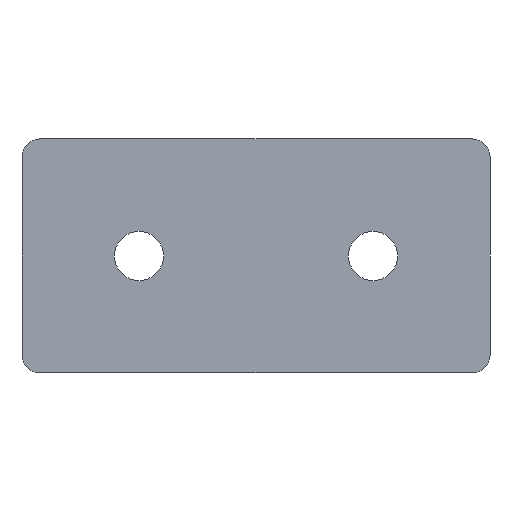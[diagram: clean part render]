
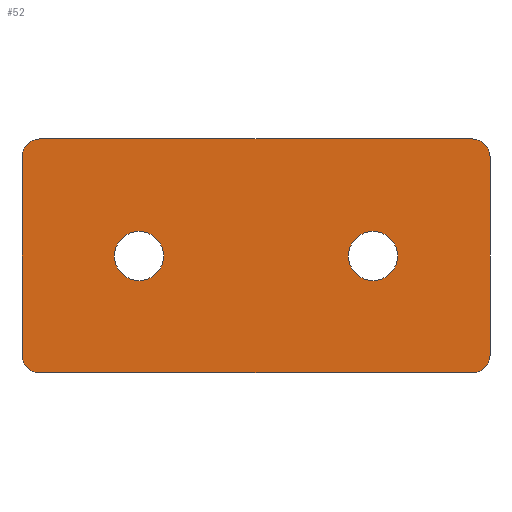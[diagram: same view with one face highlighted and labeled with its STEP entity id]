
A CAD part, front view. The second image highlights one B-rep face of the part: STEP entity #52.
In plain terms, the highlighted planar face has unit normal (0, -1, 0).
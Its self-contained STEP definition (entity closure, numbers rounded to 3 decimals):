
#52 = ADVANCED_FACE( '', ( #107, #108, #109 ), #110, .F. );
#107 = FACE_BOUND( '', #164, .T. );
#108 = FACE_BOUND( '', #165, .T. );
#109 = FACE_OUTER_BOUND( '', #166, .T. );
#110 = PLANE( '', #167 );
#164 = EDGE_LOOP( '', ( #241 ) );
#165 = EDGE_LOOP( '', ( #242 ) );
#166 = EDGE_LOOP( '', ( #243, #244, #245, #246, #247, #248, #249, #250 ) );
#167 = AXIS2_PLACEMENT_3D( '', #251, #252, #253 );
#241 = ORIENTED_EDGE( '', *, *, #307, .F. );
#242 = ORIENTED_EDGE( '', *, *, #315, .F. );
#243 = ORIENTED_EDGE( '', *, *, #333, .F. );
#244 = ORIENTED_EDGE( '', *, *, #334, .F. );
#245 = ORIENTED_EDGE( '', *, *, #310, .F. );
#246 = ORIENTED_EDGE( '', *, *, #323, .F. );
#247 = ORIENTED_EDGE( '', *, *, #318, .F. );
#248 = ORIENTED_EDGE( '', *, *, #335, .F. );
#249 = ORIENTED_EDGE( '', *, *, #336, .F. );
#250 = ORIENTED_EDGE( '', *, *, #326, .F. );
#251 = CARTESIAN_POINT( '', ( 3., 0., -17. ) );
#252 = DIRECTION( '', ( 0., 1., 0. ) );
#253 = DIRECTION( '', ( 0., 0., 1. ) );
#307 = EDGE_CURVE( '', #351, #351, #352, .T. );
#310 = EDGE_CURVE( '', #356, #357, #358, .T. );
#315 = EDGE_CURVE( '', #365, #365, #366, .T. );
#318 = EDGE_CURVE( '', #370, #371, #372, .T. );
#323 = EDGE_CURVE( '', #371, #356, #379, .T. );
#326 = EDGE_CURVE( '', #382, #383, #384, .T. );
#333 = EDGE_CURVE( '', #394, #382, #395, .T. );
#334 = EDGE_CURVE( '', #357, #394, #396, .T. );
#335 = EDGE_CURVE( '', #397, #370, #398, .T. );
#336 = EDGE_CURVE( '', #383, #397, #399, .T. );
#351 = VERTEX_POINT( '', #417 );
#352 = CIRCLE( '', #418, 4.2 );
#356 = VERTEX_POINT( '', #422 );
#357 = VERTEX_POINT( '', #423 );
#358 = CIRCLE( '', #424, 3. );
#365 = VERTEX_POINT( '', #433 );
#366 = CIRCLE( '', #434, 4.2 );
#370 = VERTEX_POINT( '', #438 );
#371 = VERTEX_POINT( '', #439 );
#372 = CIRCLE( '', #440, 3. );
#379 = LINE( '', #449, #450 );
#382 = VERTEX_POINT( '', #454 );
#383 = VERTEX_POINT( '', #455 );
#384 = LINE( '', #456, #457 );
#394 = VERTEX_POINT( '', #470 );
#395 = CIRCLE( '', #471, 3. );
#396 = LINE( '', #472, #473 );
#397 = VERTEX_POINT( '', #474 );
#398 = LINE( '', #475, #476 );
#399 = CIRCLE( '', #477, 3. );
#417 = CARTESIAN_POINT( '', ( 60., 0., -4.2 ) );
#418 = AXIS2_PLACEMENT_3D( '', #498, #499, #500 );
#422 = CARTESIAN_POINT( '', ( 80., 0., -17. ) );
#423 = CARTESIAN_POINT( '', ( 77., 0., -20. ) );
#424 = AXIS2_PLACEMENT_3D( '', #504, #505, #506 );
#433 = CARTESIAN_POINT( '', ( 20., 0., -4.2 ) );
#434 = AXIS2_PLACEMENT_3D( '', #512, #513, #514 );
#438 = CARTESIAN_POINT( '', ( 77., 0., 20. ) );
#439 = CARTESIAN_POINT( '', ( 80., 0., 17. ) );
#440 = AXIS2_PLACEMENT_3D( '', #518, #519, #520 );
#449 = CARTESIAN_POINT( '', ( 80., 0., 17. ) );
#450 = VECTOR( '', #526, 1000. );
#454 = CARTESIAN_POINT( '', ( 0., 0., -17. ) );
#455 = CARTESIAN_POINT( '', ( 0., 0., 17. ) );
#456 = CARTESIAN_POINT( '', ( 0., 0., -17. ) );
#457 = VECTOR( '', #528, 1000. );
#470 = CARTESIAN_POINT( '', ( 3., 0., -20. ) );
#471 = AXIS2_PLACEMENT_3D( '', #535, #536, #537 );
#472 = CARTESIAN_POINT( '', ( 77., 0., -20. ) );
#473 = VECTOR( '', #538, 1000. );
#474 = CARTESIAN_POINT( '', ( 3., 0., 20. ) );
#475 = CARTESIAN_POINT( '', ( 3., 0., 20. ) );
#476 = VECTOR( '', #539, 1000. );
#477 = AXIS2_PLACEMENT_3D( '', #540, #541, #542 );
#498 = CARTESIAN_POINT( '', ( 60., 0., 0. ) );
#499 = DIRECTION( '', ( 0., -1., 0. ) );
#500 = DIRECTION( '', ( 0., 0., -1. ) );
#504 = CARTESIAN_POINT( '', ( 77., 0., -17. ) );
#505 = DIRECTION( '', ( 0., 1., 0. ) );
#506 = DIRECTION( '', ( 1., 0., 0. ) );
#512 = CARTESIAN_POINT( '', ( 20., 0., 0. ) );
#513 = DIRECTION( '', ( 0., -1., 0. ) );
#514 = DIRECTION( '', ( 0., 0., -1. ) );
#518 = CARTESIAN_POINT( '', ( 77., 0., 17. ) );
#519 = DIRECTION( '', ( 0., 1., 0. ) );
#520 = DIRECTION( '', ( 1., 0., 0. ) );
#526 = DIRECTION( '', ( 0., 0., -1. ) );
#528 = DIRECTION( '', ( 0., 0., 1. ) );
#535 = CARTESIAN_POINT( '', ( 3., 0., -17. ) );
#536 = DIRECTION( '', ( 0., 1., 0. ) );
#537 = DIRECTION( '', ( 1., 0., 0. ) );
#538 = DIRECTION( '', ( -1., 0., 0. ) );
#539 = DIRECTION( '', ( 1., 0., 0. ) );
#540 = CARTESIAN_POINT( '', ( 3., 0., 17. ) );
#541 = DIRECTION( '', ( 0., 1., 0. ) );
#542 = DIRECTION( '', ( 1., 0., 0. ) );
